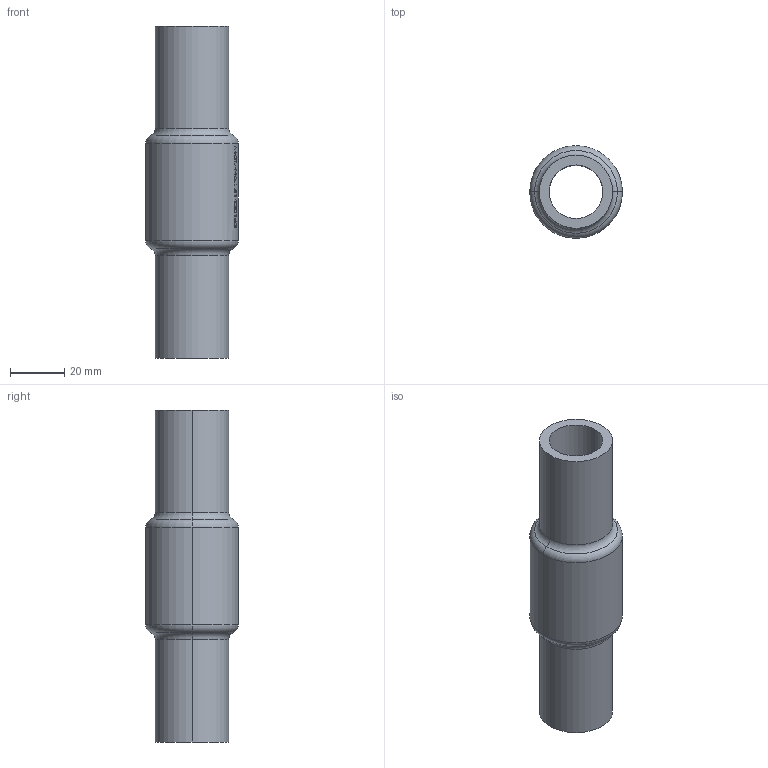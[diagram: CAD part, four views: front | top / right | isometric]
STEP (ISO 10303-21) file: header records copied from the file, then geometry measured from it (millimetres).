
FILE_DESCRIPTION (( 'STEP AP214' ), '1' );
FILE_NAME ('7110000_DN020_ PN25_51420163.STEP', '2022-02-25T09:09:20', ( 'axxx' ), ( 'Hewlett-Packard Company' ), 'SwSTEP 2.0', 'SolidWorks 2019', '' );
FILE_SCHEMA (( 'AUTOMOTIVE_DESIGN' ));
Length unit declared in the file: millimetre
Products named in the file (1): 7110000_DN020_ PN25_51420163
Bounding box: 34 x 34 x 122 mm (x, y, z)
Volume: 46039.2 mm3; surface area: 20733.2 mm2
Topology: 1 solids, 1 shells, 511 faces, 1380 edges, 916 vertices
Faces by surface type: plane 242, bspline 222, cylinder 39, torus 8
Entity records: 28188 total; most frequent: CARTESIAN_POINT 16955, ORIENTED_EDGE 2760, DIRECTION 1533, EDGE_CURVE 1380, VERTEX_POINT 916, VECTOR 745, LINE 745, EDGE_LOOP 558
